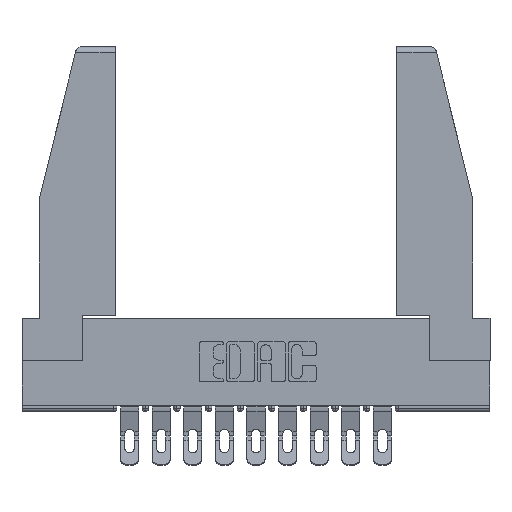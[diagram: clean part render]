
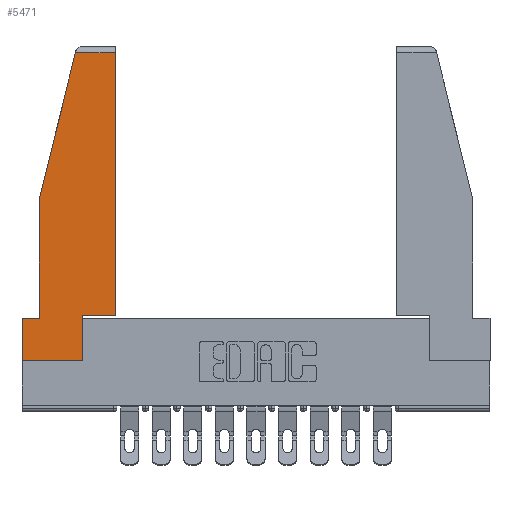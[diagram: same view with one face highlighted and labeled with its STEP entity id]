
A CAD part, top view. The second image highlights one B-rep face of the part: STEP entity #5471.
In plain terms, the highlighted planar face has unit normal (0, 0, 1).
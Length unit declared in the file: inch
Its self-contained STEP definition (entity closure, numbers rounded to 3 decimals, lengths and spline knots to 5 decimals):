
#174 = EDGE_CURVE ( 'NONE', #10190, #10352, #10400, .T. ) ;
#316 = CARTESIAN_POINT ( 'NONE',  ( 0.2636, 1.52, 0. ) ) ;
#427 = LINE ( 'NONE', #9534, #15474 ) ;
#613 = VECTOR ( 'NONE', #11194, 39.37008 ) ;
#837 = VECTOR ( 'NONE', #4416, 39.37008 ) ;
#1204 = CARTESIAN_POINT ( 'NONE',  ( 0.086, 0.8, 0. ) ) ;
#1298 = EDGE_CURVE ( 'NONE', #10352, #14450, #9958, .T. ) ;
#1666 = VECTOR ( 'NONE', #10194, 39.37008 ) ;
#1686 = CARTESIAN_POINT ( 'NONE',  ( 0.297, 0.223, 0. ) ) ;
#1771 = ORIENTED_EDGE ( 'NONE', *, *, #174, .T. ) ;
#1894 = CARTESIAN_POINT ( 'NONE',  ( 0., 0., 0. ) ) ;
#2078 = VERTEX_POINT ( 'NONE', #14335 ) ;
#2259 = CARTESIAN_POINT ( 'NONE',  ( 0.461, 0.223, 0. ) ) ;
#2701 = ORIENTED_EDGE ( 'NONE', *, *, #1298, .T. ) ;
#3031 = DIRECTION ( 'NONE',  ( -1., 0., 0. ) ) ;
#3519 = DIRECTION ( 'NONE',  ( 0., 0., 1. ) ) ;
#3702 = DIRECTION ( 'NONE',  ( -1., 0., 0. ) ) ;
#4416 = DIRECTION ( 'NONE',  ( -0.239, -0.971, 0. ) ) ;
#4452 = CARTESIAN_POINT ( 'NONE',  ( 0.297, 0., 0. ) ) ;
#4517 = VERTEX_POINT ( 'NONE', #10579 ) ;
#4587 = ORIENTED_EDGE ( 'NONE', *, *, #9111, .T. ) ;
#4703 = DIRECTION ( 'NONE',  ( 1., 0., 0. ) ) ;
#4801 = VECTOR ( 'NONE', #11709, 39.37008 ) ;
#5127 = ORIENTED_EDGE ( 'NONE', *, *, #11042, .T. ) ;
#5399 = VERTEX_POINT ( 'NONE', #316 ) ;
#5471 = ADVANCED_FACE ( 'NONE', ( #8923 ), #7386, .T. ) ;
#5747 = CARTESIAN_POINT ( 'NONE',  ( 0.297, 0.223, 0. ) ) ;
#6202 = EDGE_CURVE ( 'NONE', #14450, #4517, #10950, .T. ) ;
#7328 = ORIENTED_EDGE ( 'NONE', *, *, #10179, .T. ) ;
#7386 = PLANE ( 'NONE',  #16334 ) ;
#7393 = LINE ( 'NONE', #1894, #14721 ) ;
#7423 = CARTESIAN_POINT ( 'NONE',  ( 0.461, 0.223, 0. ) ) ;
#7763 = LINE ( 'NONE', #16063, #837 ) ;
#7804 = ORIENTED_EDGE ( 'NONE', *, *, #11834, .T. ) ;
#7991 = LINE ( 'NONE', #12633, #9637 ) ;
#8315 = DIRECTION ( 'NONE',  ( 0., 1., 0. ) ) ;
#8923 = FACE_OUTER_BOUND ( 'NONE', #11990, .T. ) ;
#9111 = EDGE_CURVE ( 'NONE', #12826, #10170, #7991, .T. ) ;
#9170 = VECTOR ( 'NONE', #10838, 39.37008 ) ;
#9188 = LINE ( 'NONE', #7423, #613 ) ;
#9534 = CARTESIAN_POINT ( 'NONE',  ( 0., 1.52, 0. ) ) ;
#9637 = VECTOR ( 'NONE', #8315, 39.37008 ) ;
#9784 = DIRECTION ( 'NONE',  ( 1., 0., 0. ) ) ;
#9958 = LINE ( 'NONE', #10293, #10993 ) ;
#9971 = CARTESIAN_POINT ( 'NONE',  ( 0.086, 0.8, 0. ) ) ;
#10170 = VERTEX_POINT ( 'NONE', #5747 ) ;
#10179 = EDGE_CURVE ( 'NONE', #2078, #5399, #427, .T. ) ;
#10190 = VERTEX_POINT ( 'NONE', #9971 ) ;
#10194 = DIRECTION ( 'NONE',  ( 0., -1., 0. ) ) ;
#10293 = CARTESIAN_POINT ( 'NONE',  ( 0., 0.21, 0. ) ) ;
#10352 = VERTEX_POINT ( 'NONE', #10484 ) ;
#10400 = LINE ( 'NONE', #1204, #1666 ) ;
#10484 = CARTESIAN_POINT ( 'NONE',  ( 0.086, 0.21, 0. ) ) ;
#10579 = CARTESIAN_POINT ( 'NONE',  ( 0., 0., 0. ) ) ;
#10699 = EDGE_CURVE ( 'NONE', #12625, #2078, #9188, .T. ) ;
#10838 = DIRECTION ( 'NONE',  ( 1., 0., 0. ) ) ;
#10950 = LINE ( 'NONE', #11763, #4801 ) ;
#10993 = VECTOR ( 'NONE', #3702, 39.37008 ) ;
#11042 = EDGE_CURVE ( 'NONE', #10170, #12625, #12620, .T. ) ;
#11194 = DIRECTION ( 'NONE',  ( 0., 1., 0. ) ) ;
#11709 = DIRECTION ( 'NONE',  ( 0., -1., 0. ) ) ;
#11763 = CARTESIAN_POINT ( 'NONE',  ( 0., 0.21, 0. ) ) ;
#11834 = EDGE_CURVE ( 'NONE', #4517, #12826, #7393, .T. ) ;
#11990 = EDGE_LOOP ( 'NONE', ( #12408, #7328, #12529, #1771, #2701, #15929, #7804, #4587, #5127 ) ) ;
#12408 = ORIENTED_EDGE ( 'NONE', *, *, #10699, .T. ) ;
#12529 = ORIENTED_EDGE ( 'NONE', *, *, #14021, .T. ) ;
#12620 = LINE ( 'NONE', #1686, #9170 ) ;
#12625 = VERTEX_POINT ( 'NONE', #2259 ) ;
#12626 = CARTESIAN_POINT ( 'NONE',  ( 0., 0., 0. ) ) ;
#12633 = CARTESIAN_POINT ( 'NONE',  ( 0.297, 0., 0. ) ) ;
#12826 = VERTEX_POINT ( 'NONE', #4452 ) ;
#13492 = CARTESIAN_POINT ( 'NONE',  ( 0., 0.21, 0. ) ) ;
#14021 = EDGE_CURVE ( 'NONE', #5399, #10190, #7763, .T. ) ;
#14335 = CARTESIAN_POINT ( 'NONE',  ( 0.461, 1.52, 0. ) ) ;
#14450 = VERTEX_POINT ( 'NONE', #13492 ) ;
#14721 = VECTOR ( 'NONE', #9784, 39.37008 ) ;
#15474 = VECTOR ( 'NONE', #3031, 39.37008 ) ;
#15929 = ORIENTED_EDGE ( 'NONE', *, *, #6202, .T. ) ;
#16063 = CARTESIAN_POINT ( 'NONE',  ( 0.271, 1.55, 0. ) ) ;
#16334 = AXIS2_PLACEMENT_3D ( 'NONE', #12626, #3519, #4703 ) ;
